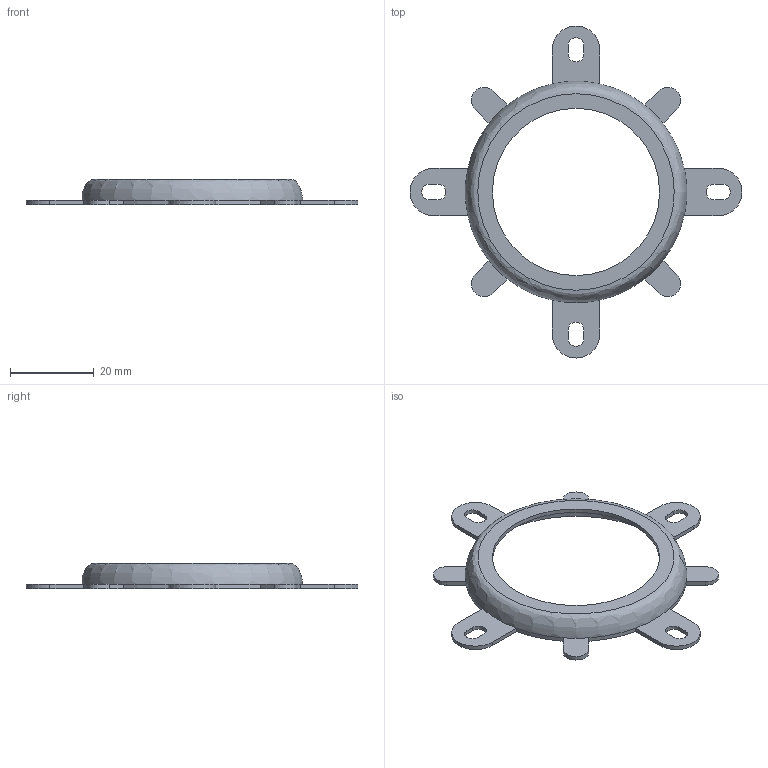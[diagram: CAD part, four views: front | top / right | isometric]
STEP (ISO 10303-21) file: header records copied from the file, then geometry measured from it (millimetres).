
FILE_DESCRIPTION(/* description */ (''),/* implementation_level */ '2;1');
FILE_NAME(/* name */ 'Bracket.step',/* time_stamp */ '2020-05-21T14:19:32+02:00',/* author */ (''),/* organization */ (''),/* preprocessor_version */ 'ST-DEVELOPER v18.1',/* originating_system */ 'Autodesk Translation Framework v9.3.0.1241',/* authorisation */ '');
FILE_SCHEMA (('AUTOMOTIVE_DESIGN { 1 0 10303 214 3 1 1 }'));
Length unit declared in the file: millimetre
Products named in the file (1): Bracket
Bounding box: 79.4 x 79.4 x 6 mm (x, y, z)
Volume: 2093.6 mm3; surface area: 4883.5 mm2
Topology: 1 solids, 1 shells, 62 faces, 161 edges, 102 vertices
Faces by surface type: plane 35, cylinder 25, bspline 2
Full cylindrical faces by diameter (mm): 40 x1
Entity records: 2191 total; most frequent: CARTESIAN_POINT 572, DIRECTION 343, ORIENTED_EDGE 322, EDGE_CURVE 161, AXIS2_PLACEMENT_3D 123, VERTEX_POINT 102, LINE 97, VECTOR 97
